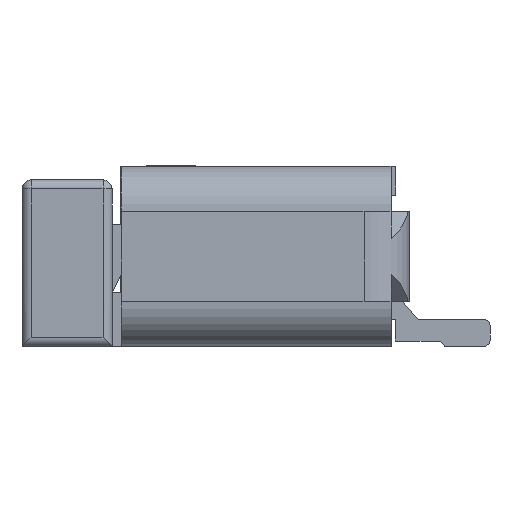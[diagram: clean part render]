
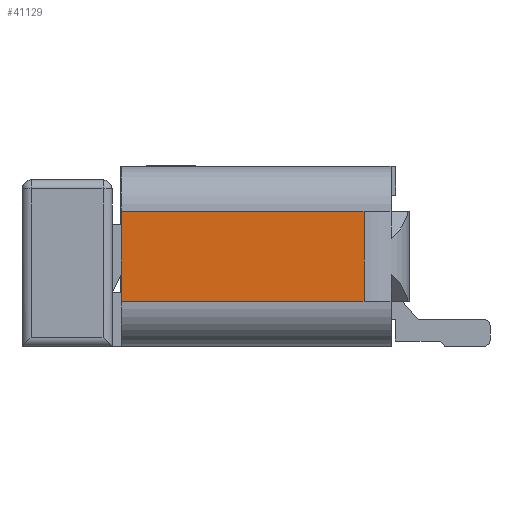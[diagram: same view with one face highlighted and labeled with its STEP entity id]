
A CAD part, left-side view. The second image highlights one B-rep face of the part: STEP entity #41129.
In plain terms, the highlighted planar face has unit normal (-1, 0, 0).
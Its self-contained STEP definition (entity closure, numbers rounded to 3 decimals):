
#2190 = DIRECTION ( 'NONE',  ( 0., 0., -1. ) ) ;
#2447 = ORIENTED_EDGE ( 'NONE', *, *, #9743, .F. ) ;
#3023 = LINE ( 'NONE', #3266, #26133 ) ;
#3266 = CARTESIAN_POINT ( 'NONE',  ( 5.35, -7.591, 1.5 ) ) ;
#3533 = CARTESIAN_POINT ( 'NONE',  ( 5.35, -4.6, 1.5 ) ) ;
#3623 = DIRECTION ( 'NONE',  ( 0., 0., 1. ) ) ;
#4125 = AXIS2_PLACEMENT_3D ( 'NONE', #40525, #19692, #37753 ) ;
#8028 = CARTESIAN_POINT ( 'NONE',  ( 5.35, -4.6, 1.5 ) ) ;
#9743 = EDGE_CURVE ( 'NONE', #22855, #42520, #24884, .T. ) ;
#9814 = ORIENTED_EDGE ( 'NONE', *, *, #37473, .T. ) ;
#13110 = VERTEX_POINT ( 'NONE', #18667 ) ;
#17161 = DIRECTION ( 'NONE',  ( 0., 1., 0. ) ) ;
#17306 = LINE ( 'NONE', #21720, #34116 ) ;
#18106 = EDGE_LOOP ( 'NONE', ( #2447, #9814, #42680, #44077 ) ) ;
#18667 = CARTESIAN_POINT ( 'NONE',  ( 5.35, -1.9, 0.5 ) ) ;
#19001 = PLANE ( 'NONE',  #4125 ) ;
#19692 = DIRECTION ( 'NONE',  ( 1., 0., 0. ) ) ;
#20957 = DIRECTION ( 'NONE',  ( 0., 1., 0. ) ) ;
#21651 = LINE ( 'NONE', #35547, #30075 ) ;
#21720 = CARTESIAN_POINT ( 'NONE',  ( 5.35, -1.9, 0. ) ) ;
#22146 = EDGE_CURVE ( 'NONE', #42520, #13110, #21651, .T. ) ;
#22855 = VERTEX_POINT ( 'NONE', #8028 ) ;
#23529 = CARTESIAN_POINT ( 'NONE',  ( 5.35, -1.9, 1.5 ) ) ;
#24884 = LINE ( 'NONE', #3533, #37954 ) ;
#26133 = VECTOR ( 'NONE', #17161, 1000. ) ;
#26260 = FACE_OUTER_BOUND ( 'NONE', #18106, .T. ) ;
#30075 = VECTOR ( 'NONE', #20957, 1000. ) ;
#33488 = VERTEX_POINT ( 'NONE', #23529 ) ;
#34116 = VECTOR ( 'NONE', #3623, 1000. ) ;
#35547 = CARTESIAN_POINT ( 'NONE',  ( 5.35, -7.591, 0.5 ) ) ;
#36596 = EDGE_CURVE ( 'NONE', #13110, #33488, #17306, .T. ) ;
#37473 = EDGE_CURVE ( 'NONE', #22855, #33488, #3023, .T. ) ;
#37753 = DIRECTION ( 'NONE',  ( 0., -1., 0. ) ) ;
#37954 = VECTOR ( 'NONE', #2190, 1000. ) ;
#40276 = CARTESIAN_POINT ( 'NONE',  ( 5.35, -4.6, 0.5 ) ) ;
#40525 = CARTESIAN_POINT ( 'NONE',  ( 5.35, -7.591, 0. ) ) ;
#41129 = ADVANCED_FACE ( 'NONE', ( #26260 ), #19001, .F. ) ;
#42520 = VERTEX_POINT ( 'NONE', #40276 ) ;
#42680 = ORIENTED_EDGE ( 'NONE', *, *, #36596, .F. ) ;
#44077 = ORIENTED_EDGE ( 'NONE', *, *, #22146, .F. ) ;
